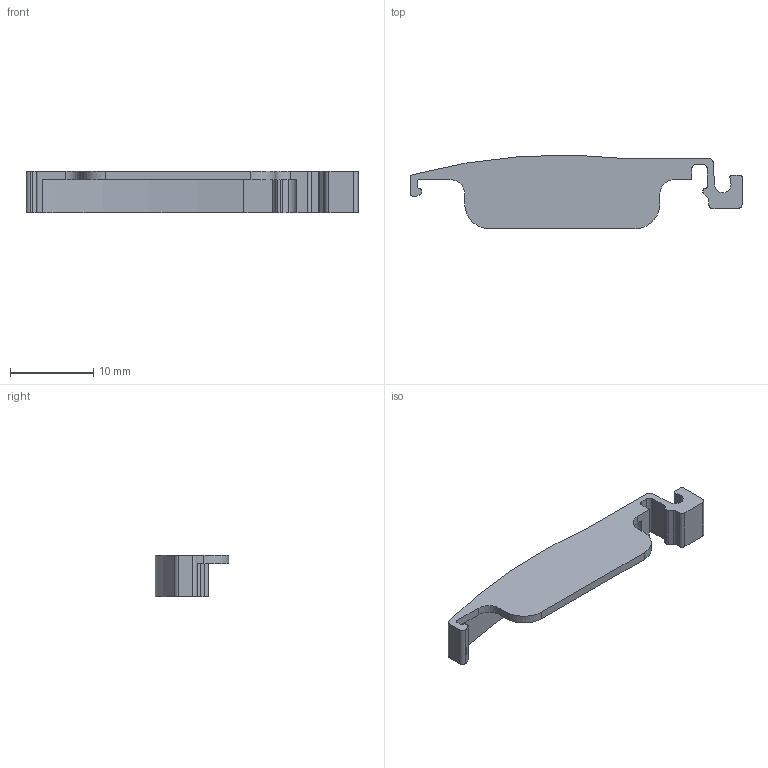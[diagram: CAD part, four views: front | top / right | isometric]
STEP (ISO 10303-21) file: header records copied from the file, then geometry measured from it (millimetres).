
FILE_DESCRIPTION((''),'2;1');
FILE_NAME('DM_CAD-2104','2015-04-29T',('Creinig-se'),(''),'PRO/ENGINEER BY PARAMETRIC TECHNOLOGY CORPORATION, 2013050','PRO/ENGINEER BY PARAMETRIC TECHNOLOGY CORPORATION, 2013050','');
FILE_SCHEMA(('CONFIG_CONTROL_DESIGN'));
Length unit declared in the file: millimetre
Products named in the file (1): DM_CAD-2104
Bounding box: 40 x 8.88 x 5 mm (x, y, z)
Volume: 460.8 mm3; surface area: 989.7 mm2
Topology: 1 solids, 1 shells, 61 faces, 179 edges, 120 vertices
Faces by surface type: cylinder 31, plane 30
Entity records: 2690 total; most frequent: CARTESIAN_POINT 406, ORIENTED_EDGE 358, DIRECTION 348, PRESENTATION_STYLE_ASSIGNMENT 180, STYLED_ITEM 180, CURVE_STYLE 179, EDGE_CURVE 179, VERTEX_POINT 120
